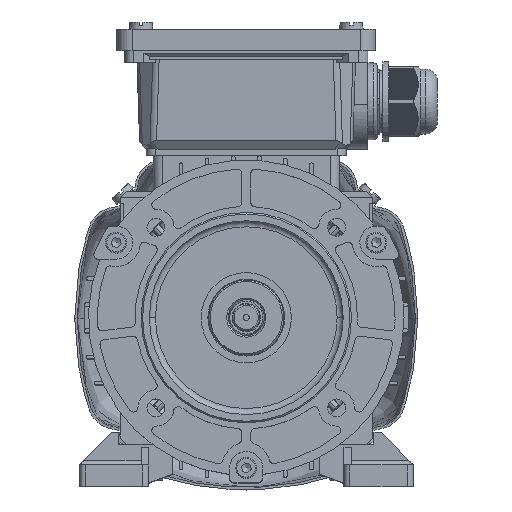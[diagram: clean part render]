
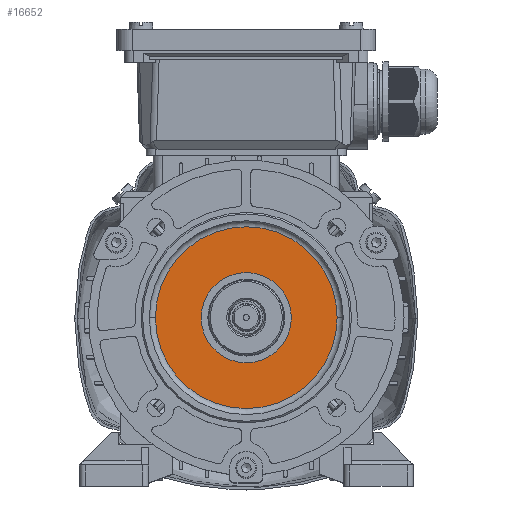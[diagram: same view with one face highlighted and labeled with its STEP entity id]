
A CAD part, top view. The second image highlights one B-rep face of the part: STEP entity #16652.
In plain terms, the highlighted planar face has unit normal (0, 0, 1).
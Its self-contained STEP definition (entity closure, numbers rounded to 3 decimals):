
#1293=PLANE('',#68837);
#3059=FACE_BOUND('',#23887,.T.);
#3060=FACE_BOUND('',#23888,.T.);
#16652=ADVANCED_FACE('',(#3059,#3060),#1293,.F.);
#23887=EDGE_LOOP('',(#35882,#35883));
#23888=EDGE_LOOP('',(#35884,#35885));
#27913=CIRCLE('',#68663,15.);
#27915=CIRCLE('',#68666,30.25);
#28053=CIRCLE('',#68834,30.25);
#28054=CIRCLE('',#68836,15.);
#35882=ORIENTED_EDGE('',*,*,#58477,.F.);
#35883=ORIENTED_EDGE('',*,*,#58689,.F.);
#35884=ORIENTED_EDGE('',*,*,#58688,.T.);
#35885=ORIENTED_EDGE('',*,*,#58481,.T.);
#51088=VERTEX_POINT('',#100616);
#51089=VERTEX_POINT('',#100617);
#51092=VERTEX_POINT('',#100625);
#51093=VERTEX_POINT('',#100626);
#58477=EDGE_CURVE('',#51088,#51089,#27913,.T.);
#58481=EDGE_CURVE('',#51092,#51093,#27915,.T.);
#58688=EDGE_CURVE('',#51093,#51092,#28053,.T.);
#58689=EDGE_CURVE('',#51089,#51088,#28054,.T.);
#68663=AXIS2_PLACEMENT_3D('',#100615,#79019,#79020);
#68666=AXIS2_PLACEMENT_3D('',#100624,#79027,#79028);
#68834=AXIS2_PLACEMENT_3D('',#101126,#79416,#79417);
#68836=AXIS2_PLACEMENT_3D('',#101128,#79420,#79421);
#68837=AXIS2_PLACEMENT_3D('',#101129,#79422,#79423);
#79019=DIRECTION('',(0.,0.,1.));
#79020=DIRECTION('',(1.,0.,0.));
#79027=DIRECTION('',(0.,0.,1.));
#79028=DIRECTION('',(1.,0.,0.));
#79416=DIRECTION('',(0.,0.,1.));
#79417=DIRECTION('',(1.,0.,0.));
#79420=DIRECTION('',(0.,0.,1.));
#79421=DIRECTION('',(1.,0.,0.));
#79422=DIRECTION('',(0.,0.,-1.));
#79423=DIRECTION('',(1.,0.,0.));
#100615=CARTESIAN_POINT('',(3.42,-1.52,66.));
#100616=CARTESIAN_POINT('',(18.42,-1.52,66.));
#100617=CARTESIAN_POINT('',(-11.58,-1.52,66.));
#100624=CARTESIAN_POINT('',(3.42,-1.52,66.));
#100625=CARTESIAN_POINT('',(-26.83,-1.52,66.));
#100626=CARTESIAN_POINT('',(33.67,-1.52,66.));
#101126=CARTESIAN_POINT('',(3.42,-1.52,66.));
#101128=CARTESIAN_POINT('',(3.42,-1.52,66.));
#101129=CARTESIAN_POINT('',(3.42,13.48,66.));
